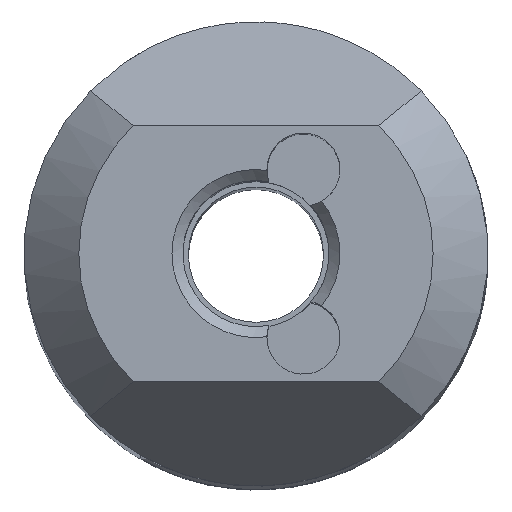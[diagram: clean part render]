
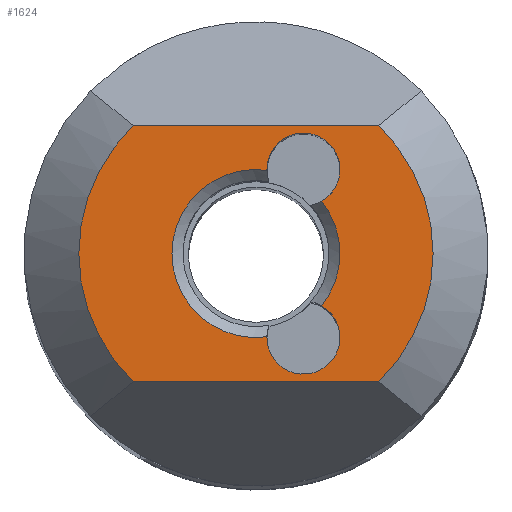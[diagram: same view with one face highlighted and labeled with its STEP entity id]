
A CAD part, top view. The second image highlights one B-rep face of the part: STEP entity #1624.
In plain terms, the highlighted planar face has unit normal (0, 0, 1).
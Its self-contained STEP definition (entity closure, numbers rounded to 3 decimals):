
#55 = EDGE_CURVE ( 'NONE', #769, #1796, #1798, .T. ) ;
#89 = AXIS2_PLACEMENT_3D ( 'NONE', #2445, #678, #903 ) ;
#108 = LINE ( 'NONE', #2485, #586 ) ;
#128 = CIRCLE ( 'NONE', #1540, 1. ) ;
#168 = VERTEX_POINT ( 'NONE', #812 ) ;
#188 = DIRECTION ( 'NONE',  ( 1., 0., 0. ) ) ;
#260 = VECTOR ( 'NONE', #742, 1000. ) ;
#355 = DIRECTION ( 'NONE',  ( 0., 0., 1. ) ) ;
#423 = ORIENTED_EDGE ( 'NONE', *, *, #594, .T. ) ;
#465 = AXIS2_PLACEMENT_3D ( 'NONE', #1973, #355, #969 ) ;
#483 = CARTESIAN_POINT ( 'NONE',  ( -3.357, 3.5, 75. ) ) ;
#527 = CARTESIAN_POINT ( 'NONE',  ( 0., 0., 75. ) ) ;
#586 = VECTOR ( 'NONE', #870, 1000. ) ;
#594 = EDGE_CURVE ( 'NONE', #2156, #168, #108, .T. ) ;
#619 = EDGE_CURVE ( 'NONE', #168, #2132, #2372, .T. ) ;
#625 = EDGE_CURVE ( 'NONE', #1394, #1796, #128, .T. ) ;
#633 = VERTEX_POINT ( 'NONE', #483 ) ;
#652 = CARTESIAN_POINT ( 'NONE',  ( 1.3, 2.3, 75. ) ) ;
#678 = DIRECTION ( 'NONE',  ( 0., 0., 1. ) ) ;
#706 = CARTESIAN_POINT ( 'NONE',  ( 0., 0., 75. ) ) ;
#729 = DIRECTION ( 'NONE',  ( 0., 0., -1. ) ) ;
#742 = DIRECTION ( 'NONE',  ( 1., 0., 0. ) ) ;
#746 = AXIS2_PLACEMENT_3D ( 'NONE', #706, #729, #952 ) ;
#769 = VERTEX_POINT ( 'NONE', #1892 ) ;
#812 = CARTESIAN_POINT ( 'NONE',  ( 3.357, -3.5, 75. ) ) ;
#870 = DIRECTION ( 'NONE',  ( 1., 0., 0. ) ) ;
#884 = AXIS2_PLACEMENT_3D ( 'NONE', #527, #1321, #188 ) ;
#888 = DIRECTION ( 'NONE',  ( 1., 0., 0. ) ) ;
#903 = DIRECTION ( 'NONE',  ( 1., 0., 0. ) ) ;
#904 = CARTESIAN_POINT ( 'NONE',  ( 1.799, -1.433, 75. ) ) ;
#934 = EDGE_CURVE ( 'NONE', #1394, #2011, #1422, .T. ) ;
#948 = ORIENTED_EDGE ( 'NONE', *, *, #2073, .F. ) ;
#952 = DIRECTION ( 'NONE',  ( 1., 0., 0. ) ) ;
#969 = DIRECTION ( 'NONE',  ( 1., 0., 0. ) ) ;
#1061 = CARTESIAN_POINT ( 'NONE',  ( 0.3, 2.28, 75. ) ) ;
#1124 = EDGE_LOOP ( 'NONE', ( #423, #2070, #2426, #1862 ) ) ;
#1148 = DIRECTION ( 'NONE',  ( 0., 0., -1. ) ) ;
#1163 = ORIENTED_EDGE ( 'NONE', *, *, #625, .F. ) ;
#1226 = CARTESIAN_POINT ( 'NONE',  ( -3.357, -3.5, 75. ) ) ;
#1247 = CARTESIAN_POINT ( 'NONE',  ( 1.799, 1.433, 75. ) ) ;
#1254 = AXIS2_PLACEMENT_3D ( 'NONE', #2147, #1550, #1918 ) ;
#1321 = DIRECTION ( 'NONE',  ( 0., 0., 1. ) ) ;
#1343 = ORIENTED_EDGE ( 'NONE', *, *, #55, .T. ) ;
#1372 = EDGE_LOOP ( 'NONE', ( #1163, #1880, #948, #1343 ) ) ;
#1394 = VERTEX_POINT ( 'NONE', #1247 ) ;
#1422 = CIRCLE ( 'NONE', #1886, 2.3 ) ;
#1469 = CIRCLE ( 'NONE', #1254, 1. ) ;
#1490 = DIRECTION ( 'NONE',  ( 0., 0., 1. ) ) ;
#1505 = CARTESIAN_POINT ( 'NONE',  ( 0., 0., 75. ) ) ;
#1520 = FACE_BOUND ( 'NONE', #1372, .T. ) ;
#1540 = AXIS2_PLACEMENT_3D ( 'NONE', #652, #1490, #888 ) ;
#1550 = DIRECTION ( 'NONE',  ( 0., 0., 1. ) ) ;
#1624 = ADVANCED_FACE ( 'NONE', ( #2503, #1520 ), #2313, .T. ) ;
#1646 = EDGE_CURVE ( 'NONE', #633, #2156, #2420, .T. ) ;
#1682 = EDGE_CURVE ( 'NONE', #633, #2132, #2001, .T. ) ;
#1796 = VERTEX_POINT ( 'NONE', #1061 ) ;
#1798 = CIRCLE ( 'NONE', #746, 2.3 ) ;
#1862 = ORIENTED_EDGE ( 'NONE', *, *, #1646, .T. ) ;
#1880 = ORIENTED_EDGE ( 'NONE', *, *, #934, .T. ) ;
#1886 = AXIS2_PLACEMENT_3D ( 'NONE', #1505, #1148, #2540 ) ;
#1892 = CARTESIAN_POINT ( 'NONE',  ( 0.3, -2.28, 75. ) ) ;
#1918 = DIRECTION ( 'NONE',  ( 1., 0., 0. ) ) ;
#1973 = CARTESIAN_POINT ( 'NONE',  ( 0., 0., 75. ) ) ;
#2001 = LINE ( 'NONE', #2542, #260 ) ;
#2011 = VERTEX_POINT ( 'NONE', #904 ) ;
#2070 = ORIENTED_EDGE ( 'NONE', *, *, #619, .T. ) ;
#2073 = EDGE_CURVE ( 'NONE', #769, #2011, #1469, .T. ) ;
#2132 = VERTEX_POINT ( 'NONE', #2421 ) ;
#2147 = CARTESIAN_POINT ( 'NONE',  ( 1.3, -2.3, 75. ) ) ;
#2156 = VERTEX_POINT ( 'NONE', #1226 ) ;
#2313 = PLANE ( 'NONE',  #884 ) ;
#2372 = CIRCLE ( 'NONE', #89, 4.85 ) ;
#2420 = CIRCLE ( 'NONE', #465, 4.85 ) ;
#2421 = CARTESIAN_POINT ( 'NONE',  ( 3.357, 3.5, 75. ) ) ;
#2426 = ORIENTED_EDGE ( 'NONE', *, *, #1682, .F. ) ;
#2445 = CARTESIAN_POINT ( 'NONE',  ( 0., 0., 75. ) ) ;
#2485 = CARTESIAN_POINT ( 'NONE',  ( -6.35, -3.5, 75. ) ) ;
#2503 = FACE_OUTER_BOUND ( 'NONE', #1124, .T. ) ;
#2540 = DIRECTION ( 'NONE',  ( 1., 0., 0. ) ) ;
#2542 = CARTESIAN_POINT ( 'NONE',  ( -6.35, 3.5, 75. ) ) ;
